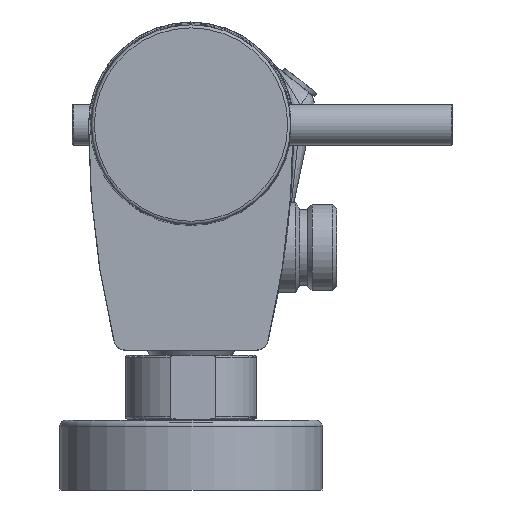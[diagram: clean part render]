
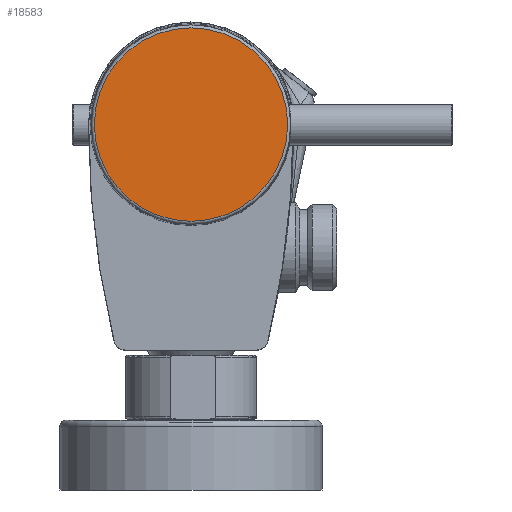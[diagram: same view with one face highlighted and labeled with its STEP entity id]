
A CAD part, left-side view. The second image highlights one B-rep face of the part: STEP entity #18583.
In plain terms, the highlighted spherical face has radius 851.258 mm.
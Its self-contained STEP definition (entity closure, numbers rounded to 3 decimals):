
#603=SPHERICAL_SURFACE('',#20713,851.258);
#1888=CIRCLE('',#20714,23.563);
#7900=ORIENTED_EDGE('',*,*,#10869,.T.);
#10869=EDGE_CURVE('',#12569,#12569,#1888,.T.);
#12569=VERTEX_POINT('',#46448);
#15485=EDGE_LOOP('',(#7900));
#16950=FACE_BOUND('',#15485,.T.);
#18583=ADVANCED_FACE('',(#16950),#603,.T.);
#20713=AXIS2_PLACEMENT_3D('',#46446,#25535,#25536);
#20714=AXIS2_PLACEMENT_3D('',#46447,#25537,#25538);
#25535=DIRECTION('',(0.,1.,0.));
#25536=DIRECTION('',(1.,0.,0.));
#25537=DIRECTION('',(0.,0.,1.));
#25538=DIRECTION('',(-1.,0.,0.));
#46446=CARTESIAN_POINT('',(0.,0.,-814.911));
#46447=CARTESIAN_POINT('',(0.,0.,36.02));
#46448=CARTESIAN_POINT('',(-23.563,0.,36.02));
